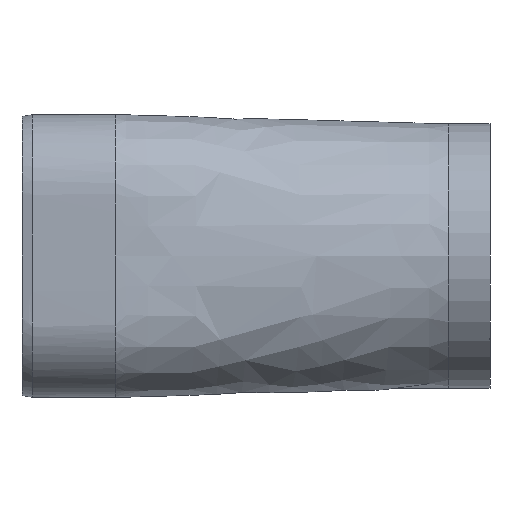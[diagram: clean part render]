
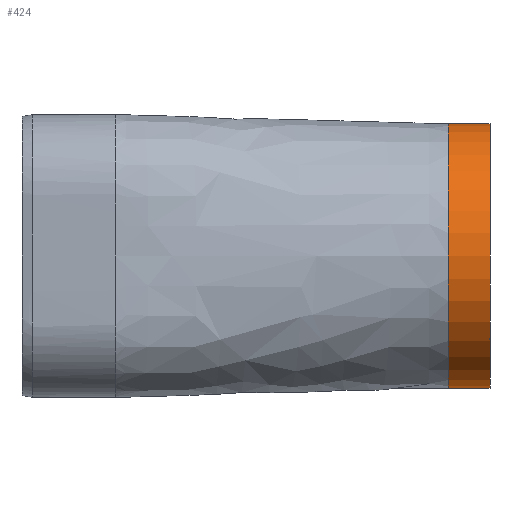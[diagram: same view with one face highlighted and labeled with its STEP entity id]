
A CAD part, front view. The second image highlights one B-rep face of the part: STEP entity #424.
In plain terms, the highlighted cylindrical face has radius 63.5 mm (diameter 127 mm), a partial arc.
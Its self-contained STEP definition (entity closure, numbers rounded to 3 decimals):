
#18=CIRCLE('',#459,63.5);
#19=CIRCLE('',#460,63.5);
#20=CIRCLE('',#461,63.5);
#22=CYLINDRICAL_SURFACE('',#458,63.5);
#70=FACE_OUTER_BOUND('',#94,.T.);
#94=EDGE_LOOP('',(#359,#360,#361,#362,#363));
#149=LINE('',#8505,#169);
#150=LINE('',#8509,#170);
#169=VECTOR('',#502,10.);
#170=VECTOR('',#505,10.);
#208=VERTEX_POINT('',#8501);
#209=VERTEX_POINT('',#8502);
#210=VERTEX_POINT('',#8504);
#211=VERTEX_POINT('',#8506);
#212=VERTEX_POINT('',#8508);
#262=EDGE_CURVE('',#208,#209,#18,.T.);
#263=EDGE_CURVE('',#208,#210,#149,.T.);
#264=EDGE_CURVE('',#210,#211,#19,.T.);
#265=EDGE_CURVE('',#212,#211,#150,.T.);
#266=EDGE_CURVE('',#209,#212,#20,.T.);
#359=ORIENTED_EDGE('',*,*,#262,.F.);
#360=ORIENTED_EDGE('',*,*,#263,.T.);
#361=ORIENTED_EDGE('',*,*,#264,.T.);
#362=ORIENTED_EDGE('',*,*,#265,.F.);
#363=ORIENTED_EDGE('',*,*,#266,.F.);
#424=ADVANCED_FACE('',(#70),#22,.T.);
#458=AXIS2_PLACEMENT_3D('',#8500,#498,#499);
#459=AXIS2_PLACEMENT_3D('',#8503,#500,#501);
#460=AXIS2_PLACEMENT_3D('',#8507,#503,#504);
#461=AXIS2_PLACEMENT_3D('',#8510,#506,#507);
#498=DIRECTION('center_axis',(-1.,0.,0.));
#499=DIRECTION('ref_axis',(0.,0.,-1.));
#500=DIRECTION('center_axis',(-1.,0.,0.));
#501=DIRECTION('ref_axis',(0.,1.,0.));
#502=DIRECTION('',(1.,0.,0.));
#503=DIRECTION('center_axis',(-1.,0.,0.));
#504=DIRECTION('ref_axis',(0.,0.,-1.));
#505=DIRECTION('',(1.,0.,0.));
#506=DIRECTION('center_axis',(-1.,0.,0.));
#507=DIRECTION('ref_axis',(0.,1.,0.));
#8500=CARTESIAN_POINT('Origin',(160.,0.,0.));
#8501=CARTESIAN_POINT('',(160.,0.,-63.5));
#8502=CARTESIAN_POINT('',(160.,-63.5,0.));
#8503=CARTESIAN_POINT('Origin',(160.,0.,0.));
#8504=CARTESIAN_POINT('',(180.,0.,-63.5));
#8505=CARTESIAN_POINT('',(160.,0.,-63.5));
#8506=CARTESIAN_POINT('',(180.,0.,63.5));
#8507=CARTESIAN_POINT('Origin',(180.,0.,0.));
#8508=CARTESIAN_POINT('',(160.,0.,63.5));
#8509=CARTESIAN_POINT('',(160.,0.,63.5));
#8510=CARTESIAN_POINT('Origin',(160.,0.,0.));
